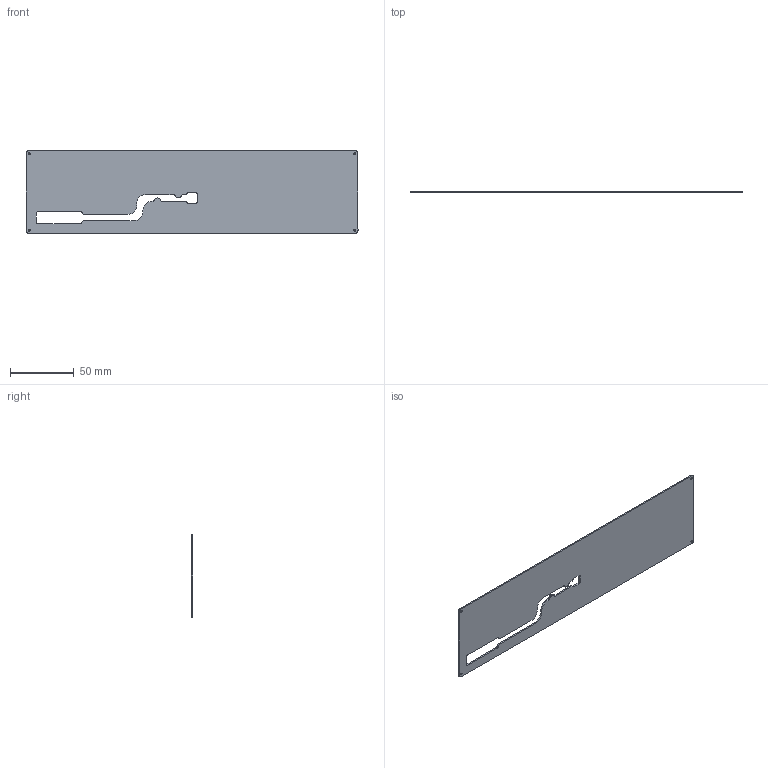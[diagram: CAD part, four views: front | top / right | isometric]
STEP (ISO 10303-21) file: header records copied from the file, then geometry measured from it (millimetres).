
FILE_DESCRIPTION(/* description */ (''),/* implementation_level */ '2;1');
FILE_NAME(/* name */ 'Internal Weight Final.step',/* time_stamp */ '2023-03-16T18:18:39-04:00',/* author */ (''),/* organization */ (''),/* preprocessor_version */ 'ST-DEVELOPER v19.2',/* originating_system */ 'Autodesk Translation Framework v11.17.0.187',/* authorisation */ '');
FILE_SCHEMA (('AUTOMOTIVE_DESIGN { 1 0 10303 214 3 1 1 }'));
Length unit declared in the file: millimetre
Products named in the file (1): Internal Weight v1
Bounding box: 260.7 x 1.25 x 65.19 mm (x, y, z)
Volume: 20092.2 mm3; surface area: 33287.5 mm2
Topology: 1 solids, 1 shells, 62 faces, 168 edges, 108 vertices
Faces by surface type: plane 24, cylinder 24, cone 8, bspline 6
Full cylindrical faces by diameter (mm): 1.623 x4
Entity records: 2030 total; most frequent: CARTESIAN_POINT 369, DIRECTION 350, ORIENTED_EDGE 336, EDGE_CURVE 168, AXIS2_PLACEMENT_3D 125, VERTEX_POINT 108, LINE 100, VECTOR 100
